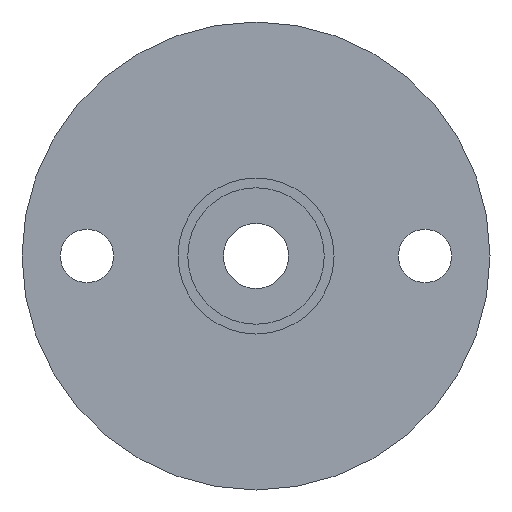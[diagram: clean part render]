
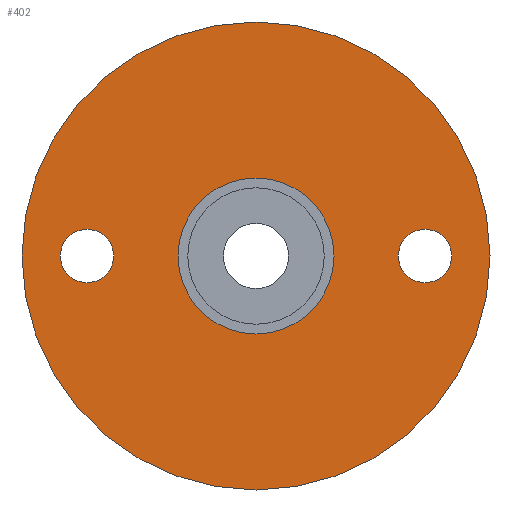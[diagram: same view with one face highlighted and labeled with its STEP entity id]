
A CAD part, left-side view. The second image highlights one B-rep face of the part: STEP entity #402.
In plain terms, the highlighted planar face has unit normal (-1, 0, 0).
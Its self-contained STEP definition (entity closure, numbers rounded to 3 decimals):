
#61=CARTESIAN_POINT('Vertex',(0.,-6.,0.)) ;
#66=CARTESIAN_POINT('Axis2P3D Location',(0.,0.,0.)) ;
#70=CARTESIAN_POINT('Vertex',(0.,6.,0.)) ;
#92=CARTESIAN_POINT('Axis2P3D Location',(0.,0.,0.)) ;
#189=CARTESIAN_POINT('Vertex',(0.,-18.,0.)) ;
#194=CARTESIAN_POINT('Axis2P3D Location',(0.,0.,0.)) ;
#198=CARTESIAN_POINT('Vertex',(0.,18.,0.)) ;
#220=CARTESIAN_POINT('Axis2P3D Location',(0.,0.,0.)) ;
#237=CARTESIAN_POINT('Axis2P3D Location',(0.,0.,0.)) ;
#366=CARTESIAN_POINT('Axis2P3D Location',(0.,-13.,0.)) ;
#370=CARTESIAN_POINT('Vertex',(0.,-15.05,0.)) ;
#372=CARTESIAN_POINT('Vertex',(0.,-10.95,0.)) ;
#375=CARTESIAN_POINT('Axis2P3D Location',(0.,-13.,0.)) ;
#384=CARTESIAN_POINT('Axis2P3D Location',(0.,13.,0.)) ;
#388=CARTESIAN_POINT('Vertex',(0.,10.95,0.)) ;
#390=CARTESIAN_POINT('Vertex',(0.,15.05,0.)) ;
#393=CARTESIAN_POINT('Axis2P3D Location',(0.,13.,0.)) ;
#67=DIRECTION('Axis2P3D Direction',(-1.,-0.,0.)) ;
#93=DIRECTION('Axis2P3D Direction',(-1.,-0.,0.)) ;
#195=DIRECTION('Axis2P3D Direction',(1.,0.,0.)) ;
#221=DIRECTION('Axis2P3D Direction',(1.,0.,0.)) ;
#238=DIRECTION('Axis2P3D Direction',(1.,0.,0.)) ;
#239=DIRECTION('Axis2P3D XDirection',(0.,1.,0.)) ;
#367=DIRECTION('Axis2P3D Direction',(1.,0.,0.)) ;
#376=DIRECTION('Axis2P3D Direction',(1.,0.,0.)) ;
#385=DIRECTION('Axis2P3D Direction',(1.,0.,0.)) ;
#394=DIRECTION('Axis2P3D Direction',(1.,0.,0.)) ;
#68=AXIS2_PLACEMENT_3D('Circle Axis2P3D',#66,#67,$) ;
#94=AXIS2_PLACEMENT_3D('Circle Axis2P3D',#92,#93,$) ;
#196=AXIS2_PLACEMENT_3D('Circle Axis2P3D',#194,#195,$) ;
#222=AXIS2_PLACEMENT_3D('Circle Axis2P3D',#220,#221,$) ;
#240=AXIS2_PLACEMENT_3D('Plane Axis2P3D',#237,#238,#239) ;
#368=AXIS2_PLACEMENT_3D('Circle Axis2P3D',#366,#367,$) ;
#377=AXIS2_PLACEMENT_3D('Circle Axis2P3D',#375,#376,$) ;
#386=AXIS2_PLACEMENT_3D('Circle Axis2P3D',#384,#385,$) ;
#395=AXIS2_PLACEMENT_3D('Circle Axis2P3D',#393,#394,$) ;
#359=ORIENTED_EDGE('',*,*,#200,.F.) ;
#360=ORIENTED_EDGE('',*,*,#224,.F.) ;
#363=ORIENTED_EDGE('',*,*,#96,.F.) ;
#364=ORIENTED_EDGE('',*,*,#72,.F.) ;
#381=ORIENTED_EDGE('',*,*,#374,.T.) ;
#382=ORIENTED_EDGE('',*,*,#379,.T.) ;
#399=ORIENTED_EDGE('',*,*,#392,.T.) ;
#400=ORIENTED_EDGE('',*,*,#397,.T.) ;
#365=FACE_BOUND('',#362,.T.) ;
#383=FACE_BOUND('',#380,.T.) ;
#401=FACE_BOUND('',#398,.T.) ;
#402=ADVANCED_FACE('Corps principal',(#361,#365,#383,#401),#241,.F.) ;
#69=CIRCLE('generated circle',#68,6.) ;
#95=CIRCLE('generated circle',#94,6.) ;
#197=CIRCLE('generated circle',#196,18.) ;
#223=CIRCLE('generated circle',#222,18.) ;
#369=CIRCLE('generated circle',#368,2.05) ;
#378=CIRCLE('generated circle',#377,2.05) ;
#387=CIRCLE('generated circle',#386,2.05) ;
#396=CIRCLE('generated circle',#395,2.05) ;
#72=EDGE_CURVE('',#62,#71,#69,.T.) ;
#96=EDGE_CURVE('',#71,#62,#95,.T.) ;
#200=EDGE_CURVE('',#190,#199,#197,.T.) ;
#224=EDGE_CURVE('',#199,#190,#223,.T.) ;
#374=EDGE_CURVE('',#371,#373,#369,.T.) ;
#379=EDGE_CURVE('',#373,#371,#378,.T.) ;
#392=EDGE_CURVE('',#389,#391,#387,.T.) ;
#397=EDGE_CURVE('',#391,#389,#396,.T.) ;
#358=EDGE_LOOP('',(#359,#360)) ;
#362=EDGE_LOOP('',(#363,#364)) ;
#380=EDGE_LOOP('',(#381,#382)) ;
#398=EDGE_LOOP('',(#399,#400)) ;
#361=FACE_OUTER_BOUND('',#358,.T.) ;
#241=PLANE('Plane',#240) ;
#62=VERTEX_POINT('',#61) ;
#71=VERTEX_POINT('',#70) ;
#190=VERTEX_POINT('',#189) ;
#199=VERTEX_POINT('',#198) ;
#371=VERTEX_POINT('',#370) ;
#373=VERTEX_POINT('',#372) ;
#389=VERTEX_POINT('',#388) ;
#391=VERTEX_POINT('',#390) ;
